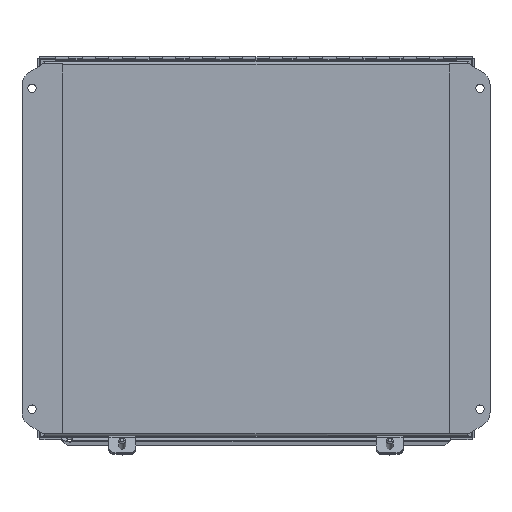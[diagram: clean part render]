
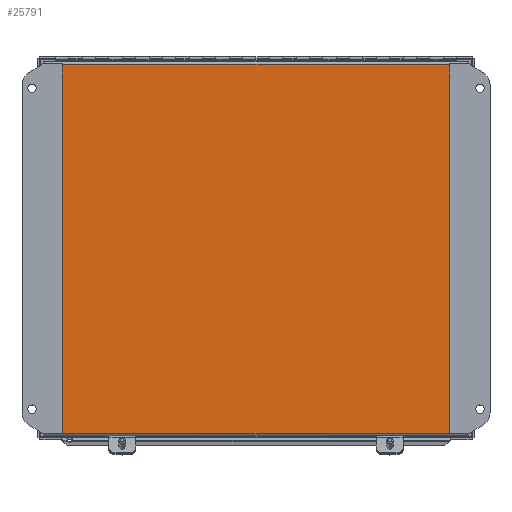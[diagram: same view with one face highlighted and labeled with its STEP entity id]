
A CAD part, left-side view. The second image highlights one B-rep face of the part: STEP entity #25791.
In plain terms, the highlighted face is planar.
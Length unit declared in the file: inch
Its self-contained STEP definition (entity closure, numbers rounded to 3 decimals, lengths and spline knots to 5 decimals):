
#95 = ORIENTED_EDGE ( 'NONE', *, *, #18583, .F. ) ;
#2706 = CARTESIAN_POINT ( 'NONE',  ( -6.892, 0., -7.892 ) ) ;
#3053 = CARTESIAN_POINT ( 'NONE',  ( 6.892, 0., -7.892 ) ) ;
#5367 = CARTESIAN_POINT ( 'NONE',  ( 6.892, 0., 7.892 ) ) ;
#6141 = VECTOR ( 'NONE', #23198, 39.37008 ) ;
#6782 = VERTEX_POINT ( 'NONE', #9264 ) ;
#7315 = DIRECTION ( 'NONE',  ( 1., 0., 0. ) ) ;
#8710 = EDGE_CURVE ( 'NONE', #32647, #6782, #28349, .T. ) ;
#9264 = CARTESIAN_POINT ( 'NONE',  ( 6.892, 0., 7.892 ) ) ;
#10148 = AXIS2_PLACEMENT_3D ( 'NONE', #43150, #29946, #40315 ) ;
#16059 = VECTOR ( 'NONE', #29127, 39.37008 ) ;
#17279 = LINE ( 'NONE', #2706, #6141 ) ;
#17713 = CARTESIAN_POINT ( 'NONE',  ( -6.892, 0., -7.892 ) ) ;
#18232 = DIRECTION ( 'NONE',  ( -1., 0., 0. ) ) ;
#18583 = EDGE_CURVE ( 'NONE', #6782, #20190, #35495, .T. ) ;
#20190 = VERTEX_POINT ( 'NONE', #30584 ) ;
#21395 = CARTESIAN_POINT ( 'NONE',  ( -6.892, 0., 7.892 ) ) ;
#22806 = PLANE ( 'NONE',  #10148 ) ;
#23198 = DIRECTION ( 'NONE',  ( 0., 0., -1. ) ) ;
#23828 = EDGE_LOOP ( 'NONE', ( #41546, #27605, #95, #24383 ) ) ;
#24383 = ORIENTED_EDGE ( 'NONE', *, *, #8710, .F. ) ;
#24543 = EDGE_CURVE ( 'NONE', #20190, #37062, #17279, .T. ) ;
#25348 = VECTOR ( 'NONE', #7315, 39.37008 ) ;
#25791 = ADVANCED_FACE ( 'NONE', ( #43689 ), #22806, .F. ) ;
#27564 = CARTESIAN_POINT ( 'NONE',  ( 6.892, 0., -7.892 ) ) ;
#27605 = ORIENTED_EDGE ( 'NONE', *, *, #24543, .F. ) ;
#28349 = LINE ( 'NONE', #5367, #16059 ) ;
#28385 = EDGE_CURVE ( 'NONE', #37062, #32647, #42857, .T. ) ;
#29127 = DIRECTION ( 'NONE',  ( 0., 0., 1. ) ) ;
#29172 = VECTOR ( 'NONE', #18232, 39.37008 ) ;
#29946 = DIRECTION ( 'NONE',  ( 0., -1., 0. ) ) ;
#30584 = CARTESIAN_POINT ( 'NONE',  ( -6.892, 0., 7.892 ) ) ;
#32647 = VERTEX_POINT ( 'NONE', #3053 ) ;
#35495 = LINE ( 'NONE', #21395, #29172 ) ;
#37062 = VERTEX_POINT ( 'NONE', #17713 ) ;
#40315 = DIRECTION ( 'NONE',  ( 0., 0., -1. ) ) ;
#41546 = ORIENTED_EDGE ( 'NONE', *, *, #28385, .F. ) ;
#42857 = LINE ( 'NONE', #27564, #25348 ) ;
#43150 = CARTESIAN_POINT ( 'NONE',  ( -7., 0., -8. ) ) ;
#43689 = FACE_OUTER_BOUND ( 'NONE', #23828, .T. ) ;
